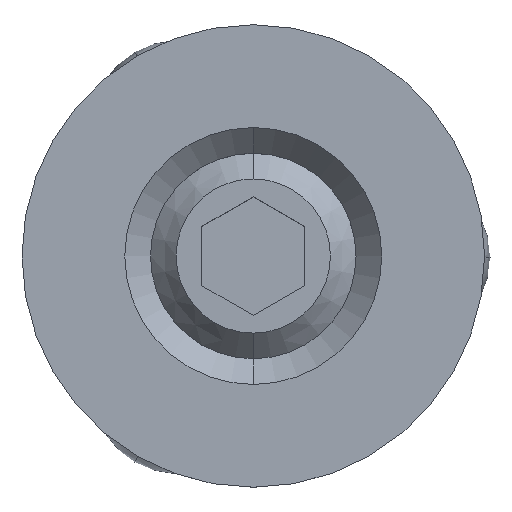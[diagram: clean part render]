
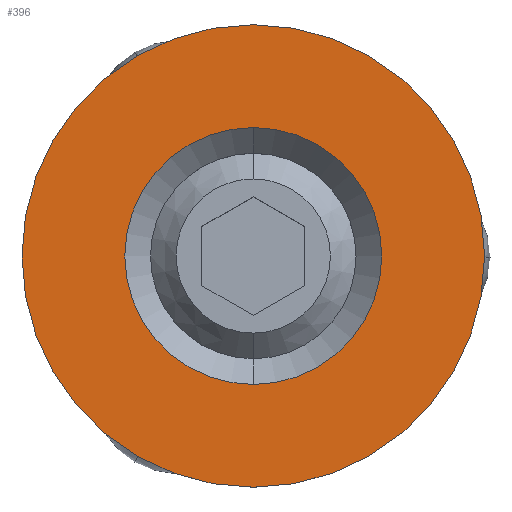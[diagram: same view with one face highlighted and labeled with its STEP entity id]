
A CAD part, top view. The second image highlights one B-rep face of the part: STEP entity #396.
In plain terms, the highlighted planar face has unit normal (0, 0, 1).
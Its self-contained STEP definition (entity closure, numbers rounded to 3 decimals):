
#396=ADVANCED_FACE('',(#759,#760),#761,.T.);
#759=FACE_OUTER_BOUND('',#1125,.T.);
#760=FACE_BOUND('',#1126,.T.);
#761=PLANE('',#1127);
#1125=EDGE_LOOP('',(#1984,#1985));
#1126=EDGE_LOOP('',(#1986,#1987));
#1127=AXIS2_PLACEMENT_3D('',#1988,#1989,#1990);
#1984=ORIENTED_EDGE('',*,*,#2324,.F.);
#1985=ORIENTED_EDGE('',*,*,#2175,.F.);
#1986=ORIENTED_EDGE('',*,*,#2333,.F.);
#1987=ORIENTED_EDGE('',*,*,#2369,.F.);
#1988=CARTESIAN_POINT('',(0.,0.0,-0.55));
#1989=DIRECTION('',(0.,0.0,1.0));
#1990=DIRECTION('',(0.0,-1.0,0.0));
#2175=EDGE_CURVE('',#2617,#2613,#2619,.T.);
#2324=EDGE_CURVE('',#2613,#2617,#2813,.T.);
#2333=EDGE_CURVE('',#2822,#2820,#2824,.T.);
#2369=EDGE_CURVE('',#2820,#2822,#2864,.T.);
#2613=VERTEX_POINT('',#3483);
#2617=VERTEX_POINT('',#3488);
#2619=CIRCLE('',#3491,9.0);
#2813=CIRCLE('',#3938,9.0);
#2820=VERTEX_POINT('',#3945);
#2822=VERTEX_POINT('',#3948);
#2824=CIRCLE('',#3951,5.0);
#2864=CIRCLE('',#3995,5.0);
#3483=CARTESIAN_POINT('',(0.,-9.0,-0.55));
#3488=CARTESIAN_POINT('',(0.,9.0,-0.55));
#3491=AXIS2_PLACEMENT_3D('',#4185,#4186,#4187);
#3938=AXIS2_PLACEMENT_3D('',#4361,#4362,#4363);
#3945=CARTESIAN_POINT('',(0.,5.0,-0.55));
#3948=CARTESIAN_POINT('',(0.,-5.0,-0.55));
#3951=AXIS2_PLACEMENT_3D('',#4369,#4370,#4371);
#3995=AXIS2_PLACEMENT_3D('',#4403,#4404,#4405);
#4185=CARTESIAN_POINT('',(0.,0.0,-0.55));
#4186=DIRECTION('',(0.,0.0,-1.0));
#4187=DIRECTION('',(0.0,-1.0,0.0));
#4361=CARTESIAN_POINT('',(0.,0.0,-0.55));
#4362=DIRECTION('',(0.,0.0,-1.0));
#4363=DIRECTION('',(0.0,-1.0,0.0));
#4369=CARTESIAN_POINT('',(0.,0.0,-0.55));
#4370=DIRECTION('',(0.,0.0,1.0));
#4371=DIRECTION('',(0.0,1.0,0.0));
#4403=CARTESIAN_POINT('',(0.,0.0,-0.55));
#4404=DIRECTION('',(0.,0.0,1.0));
#4405=DIRECTION('',(0.0,1.0,0.0));
